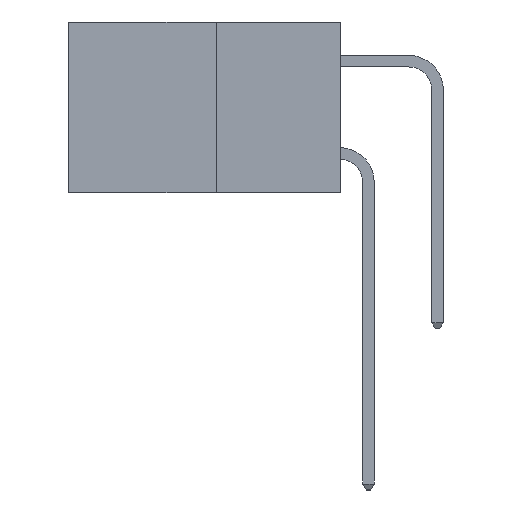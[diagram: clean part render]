
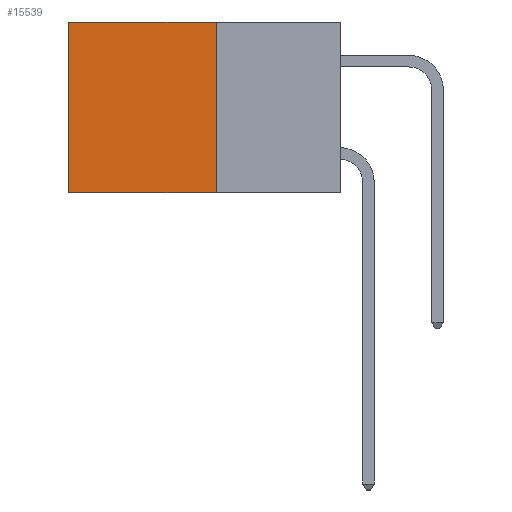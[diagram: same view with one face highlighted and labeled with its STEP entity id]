
A CAD part, left-side view. The second image highlights one B-rep face of the part: STEP entity #15539.
In plain terms, the highlighted planar face has unit normal (-1, 0, 0).
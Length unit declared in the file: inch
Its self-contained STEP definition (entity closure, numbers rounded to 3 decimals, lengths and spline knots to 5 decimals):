
#272 = EDGE_LOOP ( 'NONE', ( #1008, #16135, #6894, #7352 ) ) ;
#1008 = ORIENTED_EDGE ( 'NONE', *, *, #10971, .T. ) ;
#1629 = CARTESIAN_POINT ( 'NONE',  ( 0.277, 0.59, -0.37 ) ) ;
#2012 = VERTEX_POINT ( 'NONE', #6568 ) ;
#3171 = CARTESIAN_POINT ( 'NONE',  ( 0.277, 0.27, -0.37 ) ) ;
#3423 = PLANE ( 'NONE',  #5160 ) ;
#4163 = CARTESIAN_POINT ( 'NONE',  ( 0.277, 0.59, 0. ) ) ;
#4240 = VERTEX_POINT ( 'NONE', #4163 ) ;
#4935 = DIRECTION ( 'NONE',  ( 0., 0., -1. ) ) ;
#5160 = AXIS2_PLACEMENT_3D ( 'NONE', #12287, #13782, #4935 ) ;
#6138 = DIRECTION ( 'NONE',  ( 0., 0., -1. ) ) ;
#6568 = CARTESIAN_POINT ( 'NONE',  ( 0.277, 0.27, -0.37 ) ) ;
#6894 = ORIENTED_EDGE ( 'NONE', *, *, #16640, .F. ) ;
#7352 = ORIENTED_EDGE ( 'NONE', *, *, #11136, .T. ) ;
#7607 = DIRECTION ( 'NONE',  ( 0., 0., -1. ) ) ;
#9536 = VERTEX_POINT ( 'NONE', #16073 ) ;
#9604 = VECTOR ( 'NONE', #6138, 39.37008 ) ;
#10305 = VECTOR ( 'NONE', #12438, 39.37008 ) ;
#10684 = LINE ( 'NONE', #3171, #18402 ) ;
#10831 = CARTESIAN_POINT ( 'NONE',  ( 0.277, 0.59, -0.37 ) ) ;
#10936 = CARTESIAN_POINT ( 'NONE',  ( 0.277, 0.27, 0. ) ) ;
#10971 = EDGE_CURVE ( 'NONE', #4240, #16815, #13098, .T. ) ;
#11136 = EDGE_CURVE ( 'NONE', #9536, #4240, #17607, .T. ) ;
#12287 = CARTESIAN_POINT ( 'NONE',  ( 0.277, 0.27, -0.37 ) ) ;
#12438 = DIRECTION ( 'NONE',  ( 0., 1., 0. ) ) ;
#13098 = LINE ( 'NONE', #1629, #9604 ) ;
#13782 = DIRECTION ( 'NONE',  ( 1., 0., 0. ) ) ;
#14442 = LINE ( 'NONE', #16470, #18639 ) ;
#15018 = DIRECTION ( 'NONE',  ( 0., 1., 0. ) ) ;
#15539 = ADVANCED_FACE ( 'NONE', ( #18911 ), #3423, .F. ) ;
#16073 = CARTESIAN_POINT ( 'NONE',  ( 0.277, 0.27, 0. ) ) ;
#16135 = ORIENTED_EDGE ( 'NONE', *, *, #17299, .F. ) ;
#16470 = CARTESIAN_POINT ( 'NONE',  ( 0.277, 0.27, -0.37 ) ) ;
#16640 = EDGE_CURVE ( 'NONE', #9536, #2012, #14442, .T. ) ;
#16815 = VERTEX_POINT ( 'NONE', #10831 ) ;
#17299 = EDGE_CURVE ( 'NONE', #2012, #16815, #10684, .T. ) ;
#17607 = LINE ( 'NONE', #10936, #10305 ) ;
#18402 = VECTOR ( 'NONE', #15018, 39.37008 ) ;
#18639 = VECTOR ( 'NONE', #7607, 39.37008 ) ;
#18911 = FACE_OUTER_BOUND ( 'NONE', #272, .T. ) ;
